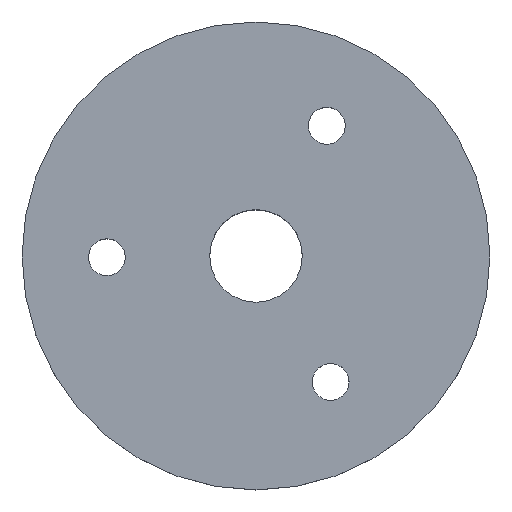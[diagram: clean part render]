
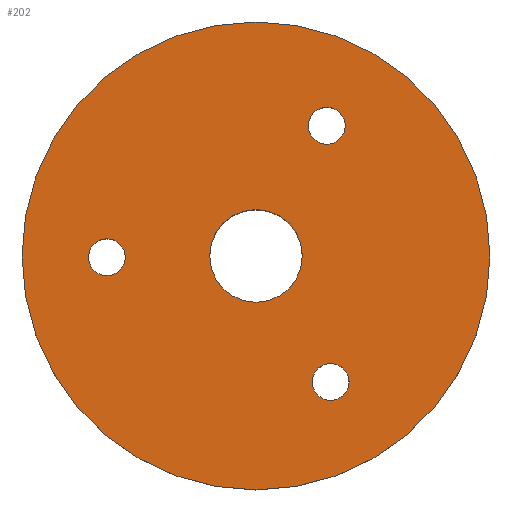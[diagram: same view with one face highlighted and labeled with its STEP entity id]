
A CAD part, top view. The second image highlights one B-rep face of the part: STEP entity #202.
In plain terms, the highlighted planar face has unit normal (0, 0, 1).
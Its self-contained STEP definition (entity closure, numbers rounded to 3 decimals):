
#34=CARTESIAN_POINT('',(-0.218,27.698,-8.9));
#35=VERTEX_POINT('',#34);
#42=CARTESIAN_POINT('',(20.782,-8.675,-8.9));
#43=VERTEX_POINT('',#42);
#44=CARTESIAN_POINT('',(10.282,9.512,-8.9));
#45=DIRECTION('',(0.,0.,1.));
#46=DIRECTION('',(0.5,-0.866,0.));
#47=AXIS2_PLACEMENT_3D('',#44,#45,#46);
#48=CIRCLE('',#47,21.);
#49=EDGE_CURVE('',#43,#35,#48,.T.);
#51=CARTESIAN_POINT('',(10.282,9.512,-8.9));
#52=DIRECTION('',(0.,0.,1.));
#53=DIRECTION('',(0.5,-0.866,0.));
#54=AXIS2_PLACEMENT_3D('',#51,#52,#53);
#55=CIRCLE('',#54,21.);
#56=EDGE_CURVE('',#35,#43,#55,.T.);
#85=CARTESIAN_POINT('',(8.207,13.106,-8.9));
#86=VERTEX_POINT('',#85);
#110=CARTESIAN_POINT('',(12.357,5.918,-8.9));
#111=VERTEX_POINT('',#110);
#112=CARTESIAN_POINT('',(10.282,9.512,-8.9));
#113=DIRECTION('',(0.,0.,1.));
#114=DIRECTION('',(0.5,-0.866,0.));
#115=AXIS2_PLACEMENT_3D('',#112,#113,#114);
#116=CIRCLE('',#115,4.15);
#117=EDGE_CURVE('',#86,#111,#116,.T.);
#119=CARTESIAN_POINT('',(10.282,9.512,-8.9));
#120=DIRECTION('',(0.,0.,1.));
#121=DIRECTION('',(0.5,-0.866,0.));
#122=AXIS2_PLACEMENT_3D('',#119,#120,#121);
#123=CIRCLE('',#122,4.15);
#124=EDGE_CURVE('',#111,#86,#123,.T.);
#129=CARTESIAN_POINT('',(40.064,117.928,-8.9));
#130=DIRECTION('',(0.,0.,1.));
#131=DIRECTION('',(0.5,-0.866,0.));
#132=AXIS2_PLACEMENT_3D('',#129,#130,#131);
#133=PLANE('',#132);
#134=CARTESIAN_POINT('',(17.809,-3.227,-8.9));
#135=VERTEX_POINT('',#134);
#136=CARTESIAN_POINT('',(16.159,-0.369,-8.9));
#137=VERTEX_POINT('',#136);
#138=CARTESIAN_POINT('',(16.984,-1.798,-8.9));
#139=DIRECTION('',(-0.,-0.,-1.));
#140=DIRECTION('',(0.5,-0.866,0.));
#141=AXIS2_PLACEMENT_3D('',#138,#139,#140);
#142=CIRCLE('',#141,1.65);
#143=EDGE_CURVE('',#135,#137,#142,.T.);
#144=ORIENTED_EDGE('',*,*,#143,.T.);
#145=CARTESIAN_POINT('',(16.984,-1.798,-8.9));
#146=DIRECTION('',(-0.,-0.,-1.));
#147=DIRECTION('',(0.5,-0.866,0.));
#148=AXIS2_PLACEMENT_3D('',#145,#146,#147);
#149=CIRCLE('',#148,1.65);
#150=EDGE_CURVE('',#137,#135,#149,.T.);
#151=ORIENTED_EDGE('',*,*,#150,.T.);
#152=EDGE_LOOP('',(#144,#151));
#153=FACE_BOUND('',#152,.T.);
#154=CARTESIAN_POINT('',(17.463,19.766,-8.9));
#155=VERTEX_POINT('',#154);
#156=CARTESIAN_POINT('',(15.813,22.624,-8.9));
#157=VERTEX_POINT('',#156);
#158=CARTESIAN_POINT('',(16.638,21.195,-8.9));
#159=DIRECTION('',(-0.,-0.,-1.));
#160=DIRECTION('',(0.5,-0.866,0.));
#161=AXIS2_PLACEMENT_3D('',#158,#159,#160);
#162=CIRCLE('',#161,1.65);
#163=EDGE_CURVE('',#155,#157,#162,.T.);
#164=ORIENTED_EDGE('',*,*,#163,.T.);
#165=CARTESIAN_POINT('',(16.638,21.195,-8.9));
#166=DIRECTION('',(-0.,-0.,-1.));
#167=DIRECTION('',(0.5,-0.866,0.));
#168=AXIS2_PLACEMENT_3D('',#165,#166,#167);
#169=CIRCLE('',#168,1.65);
#170=EDGE_CURVE('',#157,#155,#169,.T.);
#171=ORIENTED_EDGE('',*,*,#170,.T.);
#172=EDGE_LOOP('',(#164,#171));
#173=FACE_BOUND('',#172,.T.);
#174=CARTESIAN_POINT('',(-2.277,7.969,-8.9));
#175=VERTEX_POINT('',#174);
#176=CARTESIAN_POINT('',(-3.927,10.827,-8.9));
#177=VERTEX_POINT('',#176);
#178=CARTESIAN_POINT('',(-3.102,9.398,-8.9));
#179=DIRECTION('',(-0.,-0.,-1.));
#180=DIRECTION('',(0.5,-0.866,0.));
#181=AXIS2_PLACEMENT_3D('',#178,#179,#180);
#182=CIRCLE('',#181,1.65);
#183=EDGE_CURVE('',#175,#177,#182,.T.);
#184=ORIENTED_EDGE('',*,*,#183,.T.);
#185=CARTESIAN_POINT('',(-3.102,9.398,-8.9));
#186=DIRECTION('',(-0.,-0.,-1.));
#187=DIRECTION('',(0.5,-0.866,0.));
#188=AXIS2_PLACEMENT_3D('',#185,#186,#187);
#189=CIRCLE('',#188,1.65);
#190=EDGE_CURVE('',#177,#175,#189,.T.);
#191=ORIENTED_EDGE('',*,*,#190,.T.);
#192=EDGE_LOOP('',(#184,#191));
#193=FACE_BOUND('',#192,.T.);
#194=ORIENTED_EDGE('',*,*,#49,.T.);
#195=ORIENTED_EDGE('',*,*,#56,.T.);
#196=EDGE_LOOP('',(#194,#195));
#197=FACE_BOUND('',#196,.T.);
#198=ORIENTED_EDGE('',*,*,#117,.F.);
#199=ORIENTED_EDGE('',*,*,#124,.F.);
#200=EDGE_LOOP('',(#198,#199));
#201=FACE_BOUND('',#200,.T.);
#202=ADVANCED_FACE('',(#153,#173,#193,#197,#201),#133,.T.);
